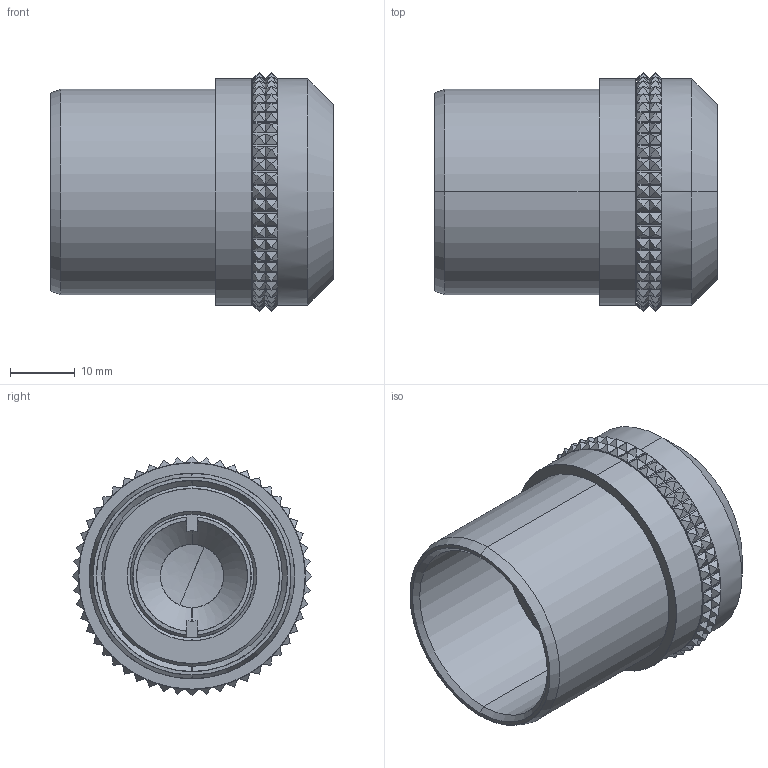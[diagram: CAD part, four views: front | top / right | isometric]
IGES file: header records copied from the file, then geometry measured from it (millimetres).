
Start section: SolidWorks IGES file using analytic representation for surfaces
Global section: file name: Web Model 30940_30940.igs; native system: SolidWorks 2016; preprocessor: SolidWorks 2016; author: mabramson; date: 190117.125635; units: millimetre
Bounding box: 43.69 x 36.76 x 36.76 mm (x, y, z)
Surface area: 8749.6 mm2 (no closed solid volume)
Topology: 0 solids, 0 shells, 632 faces, 3814 edges, 3812 vertices
Faces by surface type: bspline 536, revolution 96
